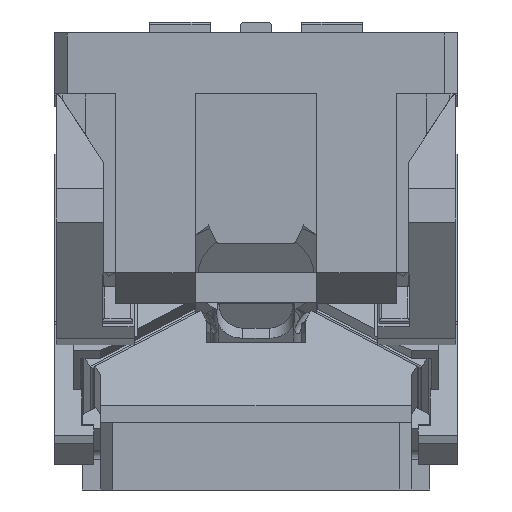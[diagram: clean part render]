
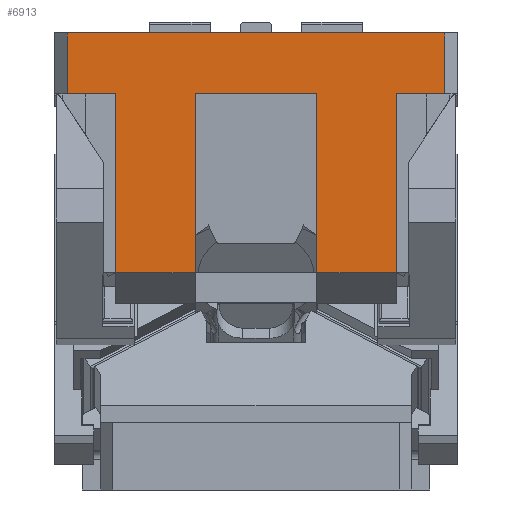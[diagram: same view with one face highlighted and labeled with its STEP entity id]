
A CAD part, left-side view. The second image highlights one B-rep face of the part: STEP entity #6913.
In plain terms, the highlighted planar face has unit normal (-1, 0, 0).
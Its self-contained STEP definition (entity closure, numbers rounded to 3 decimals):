
#964=CARTESIAN_POINT('Line Origine',(-390.,82.5,8.087)) ;
#968=CARTESIAN_POINT('Vertex',(-390.,115.,8.087)) ;
#970=CARTESIAN_POINT('Vertex',(-390.,50.,8.087)) ;
#1819=CARTESIAN_POINT('Vertex',(-390.,155.,205.)) ;
#1833=CARTESIAN_POINT('Vertex',(-390.,155.,155.)) ;
#1836=CARTESIAN_POINT('Line Origine',(-390.,155.,180.)) ;
#6508=CARTESIAN_POINT('Vertex',(-390.,50.,155.)) ;
#6511=CARTESIAN_POINT('Line Origine',(-390.,50.,81.543)) ;
#6556=CARTESIAN_POINT('Vertex',(-390.,-50.,155.)) ;
#6559=CARTESIAN_POINT('Line Origine',(-390.,0.,155.)) ;
#6593=CARTESIAN_POINT('Vertex',(-390.,-115.,155.)) ;
#6596=CARTESIAN_POINT('Line Origine',(-390.,-115.,81.543)) ;
#6600=CARTESIAN_POINT('Vertex',(-390.,-115.,8.087)) ;
#6654=CARTESIAN_POINT('Line Origine',(-390.,-82.5,8.087)) ;
#6658=CARTESIAN_POINT('Vertex',(-390.,-50.,8.087)) ;
#6704=CARTESIAN_POINT('Line Origine',(-390.,-50.,81.543)) ;
#6833=CARTESIAN_POINT('Line Origine',(-390.,115.,81.543)) ;
#6837=CARTESIAN_POINT('Vertex',(-390.,115.,155.)) ;
#6870=CARTESIAN_POINT('Axis2P3D Location',(-390.,-165.,155.)) ;
#6875=CARTESIAN_POINT('Line Origine',(-390.,-135.,155.)) ;
#6879=CARTESIAN_POINT('Vertex',(-390.,-155.,155.)) ;
#6882=CARTESIAN_POINT('Line Origine',(-390.,-155.,180.)) ;
#6886=CARTESIAN_POINT('Vertex',(-390.,-155.,205.)) ;
#6889=CARTESIAN_POINT('Line Origine',(-390.,0.,205.)) ;
#6894=CARTESIAN_POINT('Line Origine',(-390.,135.,155.)) ;
#965=DIRECTION('Vector Direction',(0.,-1.,0.)) ;
#1837=DIRECTION('Vector Direction',(0.,0.,-1.)) ;
#6512=DIRECTION('Vector Direction',(0.,0.,-1.)) ;
#6560=DIRECTION('Vector Direction',(0.,1.,0.)) ;
#6597=DIRECTION('Vector Direction',(0.,0.,-1.)) ;
#6655=DIRECTION('Vector Direction',(0.,-1.,0.)) ;
#6705=DIRECTION('Vector Direction',(0.,0.,-1.)) ;
#6834=DIRECTION('Vector Direction',(0.,0.,-1.)) ;
#6871=DIRECTION('Axis2P3D Direction',(1.,0.,0.)) ;
#6872=DIRECTION('Axis2P3D XDirection',(0.,1.,0.)) ;
#6876=DIRECTION('Vector Direction',(0.,1.,0.)) ;
#6883=DIRECTION('Vector Direction',(0.,0.,1.)) ;
#6890=DIRECTION('Vector Direction',(0.,1.,0.)) ;
#6895=DIRECTION('Vector Direction',(0.,1.,0.)) ;
#6873=AXIS2_PLACEMENT_3D('Plane Axis2P3D',#6870,#6871,#6872) ;
#6900=ORIENTED_EDGE('',*,*,#6839,.T.) ;
#6901=ORIENTED_EDGE('',*,*,#972,.T.) ;
#6902=ORIENTED_EDGE('',*,*,#6515,.F.) ;
#6903=ORIENTED_EDGE('',*,*,#6563,.F.) ;
#6904=ORIENTED_EDGE('',*,*,#6708,.T.) ;
#6905=ORIENTED_EDGE('',*,*,#6660,.T.) ;
#6906=ORIENTED_EDGE('',*,*,#6602,.F.) ;
#6907=ORIENTED_EDGE('',*,*,#6881,.F.) ;
#6908=ORIENTED_EDGE('',*,*,#6888,.T.) ;
#6909=ORIENTED_EDGE('',*,*,#6893,.T.) ;
#6910=ORIENTED_EDGE('',*,*,#1840,.T.) ;
#6911=ORIENTED_EDGE('',*,*,#6898,.F.) ;
#966=VECTOR('Line Direction',#965,1.) ;
#1838=VECTOR('Line Direction',#1837,1.) ;
#6513=VECTOR('Line Direction',#6512,1.) ;
#6561=VECTOR('Line Direction',#6560,1.) ;
#6598=VECTOR('Line Direction',#6597,1.) ;
#6656=VECTOR('Line Direction',#6655,1.) ;
#6706=VECTOR('Line Direction',#6705,1.) ;
#6835=VECTOR('Line Direction',#6834,1.) ;
#6877=VECTOR('Line Direction',#6876,1.) ;
#6884=VECTOR('Line Direction',#6883,1.) ;
#6891=VECTOR('Line Direction',#6890,1.) ;
#6896=VECTOR('Line Direction',#6895,1.) ;
#6913=ADVANCED_FACE('CAM HOLDER',(#6912),#6874,.F.) ;
#972=EDGE_CURVE('',#969,#971,#967,.T.) ;
#1840=EDGE_CURVE('',#1820,#1834,#1839,.T.) ;
#6515=EDGE_CURVE('',#6509,#971,#6514,.T.) ;
#6563=EDGE_CURVE('',#6557,#6509,#6562,.T.) ;
#6602=EDGE_CURVE('',#6594,#6601,#6599,.T.) ;
#6660=EDGE_CURVE('',#6659,#6601,#6657,.T.) ;
#6708=EDGE_CURVE('',#6557,#6659,#6707,.T.) ;
#6839=EDGE_CURVE('',#6838,#969,#6836,.T.) ;
#6881=EDGE_CURVE('',#6880,#6594,#6878,.T.) ;
#6888=EDGE_CURVE('',#6880,#6887,#6885,.T.) ;
#6893=EDGE_CURVE('',#6887,#1820,#6892,.T.) ;
#6898=EDGE_CURVE('',#6838,#1834,#6897,.T.) ;
#6899=EDGE_LOOP('',(#6900,#6901,#6902,#6903,#6904,#6905,#6906,#6907,#6908,#6909,#6910,#6911)) ;
#6912=FACE_OUTER_BOUND('',#6899,.T.) ;
#967=LINE('Line',#964,#966) ;
#1839=LINE('Line',#1836,#1838) ;
#6514=LINE('Line',#6511,#6513) ;
#6562=LINE('Line',#6559,#6561) ;
#6599=LINE('Line',#6596,#6598) ;
#6657=LINE('Line',#6654,#6656) ;
#6707=LINE('Line',#6704,#6706) ;
#6836=LINE('Line',#6833,#6835) ;
#6878=LINE('Line',#6875,#6877) ;
#6885=LINE('Line',#6882,#6884) ;
#6892=LINE('Line',#6889,#6891) ;
#6897=LINE('Line',#6894,#6896) ;
#6874=PLANE('Plane',#6873) ;
#969=VERTEX_POINT('',#968) ;
#971=VERTEX_POINT('',#970) ;
#1820=VERTEX_POINT('',#1819) ;
#1834=VERTEX_POINT('',#1833) ;
#6509=VERTEX_POINT('',#6508) ;
#6557=VERTEX_POINT('',#6556) ;
#6594=VERTEX_POINT('',#6593) ;
#6601=VERTEX_POINT('',#6600) ;
#6659=VERTEX_POINT('',#6658) ;
#6838=VERTEX_POINT('',#6837) ;
#6880=VERTEX_POINT('',#6879) ;
#6887=VERTEX_POINT('',#6886) ;
